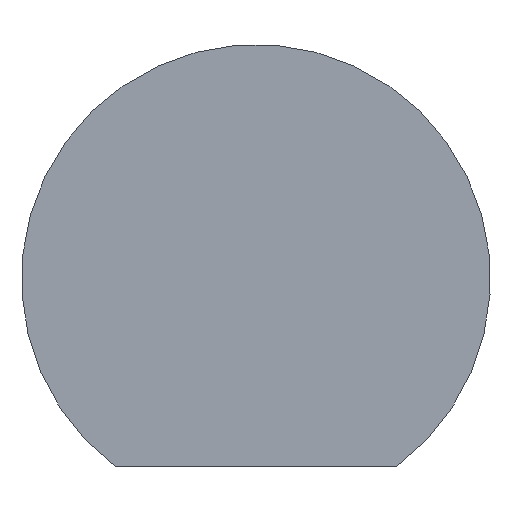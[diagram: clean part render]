
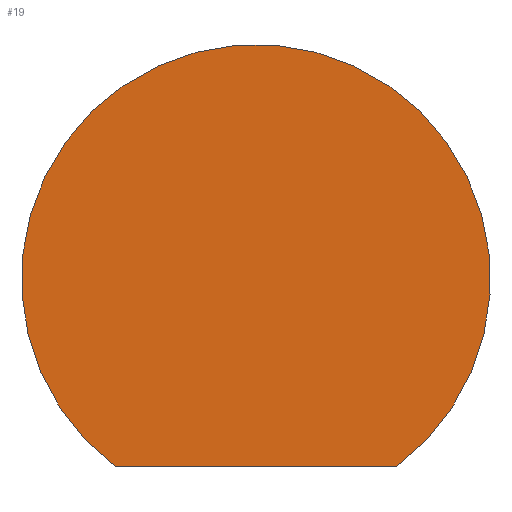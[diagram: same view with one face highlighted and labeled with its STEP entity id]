
A CAD part, front view. The second image highlights one B-rep face of the part: STEP entity #19.
In plain terms, the highlighted planar face has unit normal (0, -1, 0).
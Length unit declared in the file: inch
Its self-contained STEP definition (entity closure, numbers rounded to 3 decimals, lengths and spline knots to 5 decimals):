
#16 = CARTESIAN_POINT ( 'NONE',  ( 0.075, 0., -0.1 ) ) ;
#19 = ADVANCED_FACE ( 'NONE', ( #72 ), #119, .F. ) ;
#20 = CARTESIAN_POINT ( 'NONE',  ( -0.075, 0., -0.1 ) ) ;
#28 = VERTEX_POINT ( 'NONE', #16 ) ;
#29 = DIRECTION ( 'NONE',  ( -1., 0., 0. ) ) ;
#44 = VECTOR ( 'NONE', #29, 39.37008 ) ;
#52 = DIRECTION ( 'NONE',  ( 0., 1., 0. ) ) ;
#58 = CARTESIAN_POINT ( 'NONE',  ( 0., 0., 0. ) ) ;
#59 = DIRECTION ( 'NONE',  ( 0., 1., 0. ) ) ;
#71 = CIRCLE ( 'NONE', #171, 0.125 ) ;
#72 = FACE_OUTER_BOUND ( 'NONE', #94, .T. ) ;
#77 = DIRECTION ( 'NONE',  ( 0., 0., 1. ) ) ;
#85 = ORIENTED_EDGE ( 'NONE', *, *, #166, .F. ) ;
#87 = CARTESIAN_POINT ( 'NONE',  ( -0.075, 0., -0.1 ) ) ;
#90 = CARTESIAN_POINT ( 'NONE',  ( 0., 0., 0. ) ) ;
#94 = EDGE_LOOP ( 'NONE', ( #101, #85 ) ) ;
#96 = VERTEX_POINT ( 'NONE', #20 ) ;
#101 = ORIENTED_EDGE ( 'NONE', *, *, #162, .F. ) ;
#102 = DIRECTION ( 'NONE',  ( 0., 0., 1. ) ) ;
#106 = LINE ( 'NONE', #87, #44 ) ;
#119 = PLANE ( 'NONE',  #170 ) ;
#162 = EDGE_CURVE ( 'NONE', #96, #28, #71, .T. ) ;
#166 = EDGE_CURVE ( 'NONE', #28, #96, #106, .T. ) ;
#170 = AXIS2_PLACEMENT_3D ( 'NONE', #90, #52, #102 ) ;
#171 = AXIS2_PLACEMENT_3D ( 'NONE', #58, #59, #77 ) ;
